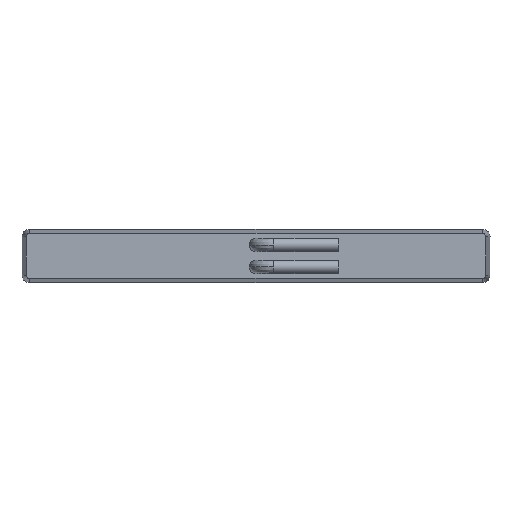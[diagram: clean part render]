
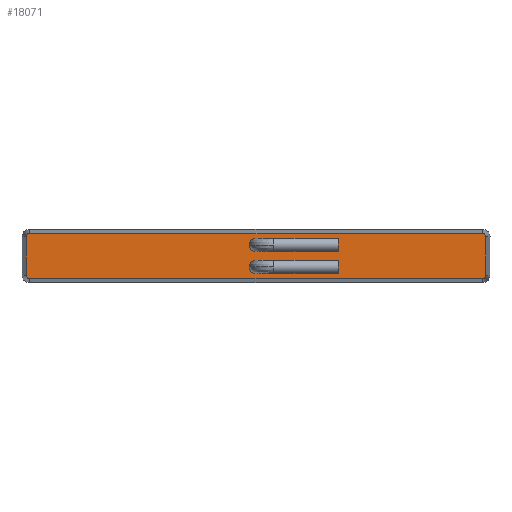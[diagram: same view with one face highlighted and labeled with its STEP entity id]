
A CAD part, left-side view. The second image highlights one B-rep face of the part: STEP entity #18071.
In plain terms, the highlighted planar face has unit normal (-1, 0, 0).
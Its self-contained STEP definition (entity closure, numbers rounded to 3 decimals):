
#18071=ADVANCED_FACE('',(#32316,#32318,#32320),#32322,.T.);
#32316=FACE_BOUND('',#32317,.T.);
#32317=EDGE_LOOP('',(#44167,#44168,#44169,#44170,#44171,#44172,#44173,#44174));
#32318=FACE_BOUND('',#32319,.T.);
#32319=EDGE_LOOP('',(#44175));
#32320=FACE_BOUND('',#32321,.T.);
#32321=EDGE_LOOP('',(#44176));
#32322=PLANE('',#32323);
#32323=AXIS2_PLACEMENT_3D('',#32324,#32325,#32326);
#32324=CARTESIAN_POINT('',(-15.,0.,0.));
#32325=DIRECTION('',(-1.,0.,0.));
#32326=DIRECTION('',(0.,0.,-1.));
#44167=ORIENTED_EDGE('',*,*,#50003,.T.);
#44168=ORIENTED_EDGE('',*,*,#50001,.T.);
#44169=ORIENTED_EDGE('',*,*,#49999,.T.);
#44170=ORIENTED_EDGE('',*,*,#49997,.T.);
#44171=ORIENTED_EDGE('',*,*,#49995,.T.);
#44172=ORIENTED_EDGE('',*,*,#49993,.T.);
#44173=ORIENTED_EDGE('',*,*,#49991,.T.);
#44174=ORIENTED_EDGE('',*,*,#49989,.T.);
#44175=ORIENTED_EDGE('',*,*,#50004,.F.);
#44176=ORIENTED_EDGE('',*,*,#50005,.F.);
#49989=EDGE_CURVE('',#59657,#59655,#59658,.T.);
#49991=EDGE_CURVE('',#59660,#59657,#59661,.T.);
#49993=EDGE_CURVE('',#59663,#59660,#59664,.T.);
#49995=EDGE_CURVE('',#59666,#59663,#59667,.T.);
#49997=EDGE_CURVE('',#59669,#59666,#59670,.T.);
#49999=EDGE_CURVE('',#59672,#59669,#59673,.T.);
#50001=EDGE_CURVE('',#59675,#59672,#59676,.T.);
#50003=EDGE_CURVE('',#59655,#59675,#59678,.T.);
#50004=EDGE_CURVE('',#59679,#59679,#59680,.T.);
#50005=EDGE_CURVE('',#59681,#59681,#59682,.T.);
#59655=VERTEX_POINT('',#82668);
#59657=VERTEX_POINT('',#82672);
#59658=CIRCLE('',#82673,0.235);
#59660=VERTEX_POINT('',#82680);
#59661=LINE('',#82681,#82682);
#59663=VERTEX_POINT('',#82687);
#59664=CIRCLE('',#82688,0.235);
#59666=VERTEX_POINT('',#82695);
#59667=LINE('',#82696,#82697);
#59669=VERTEX_POINT('',#82702);
#59670=CIRCLE('',#82703,0.235);
#59672=VERTEX_POINT('',#82710);
#59673=LINE('',#82711,#82712);
#59675=VERTEX_POINT('',#82717);
#59676=CIRCLE('',#82718,0.235);
#59678=LINE('',#82725,#82726);
#59679=VERTEX_POINT('',#82728);
#59680=CIRCLE('',#82729,0.5);
#59681=VERTEX_POINT('',#82733);
#59682=CIRCLE('',#82734,0.5);
#82668=CARTESIAN_POINT('',(-15.,-16.735,-1.4));
#82672=CARTESIAN_POINT('',(-15.,-16.5,-1.635));
#82673=AXIS2_PLACEMENT_3D('',#82674,#82675,#82676);
#82674=CARTESIAN_POINT('',(-15.,-16.5,-1.4));
#82675=DIRECTION('',(-1.,0.,0.));
#82676=DIRECTION('',(0.,0.,-1.));
#82680=CARTESIAN_POINT('',(-15.,16.5,-1.635));
#82681=CARTESIAN_POINT('',(-15.,16.5,-1.635));
#82682=VECTOR('',#82683,1.);
#82683=DIRECTION('',(0.,-1.,0.));
#82687=CARTESIAN_POINT('',(-15.,16.735,-1.4));
#82688=AXIS2_PLACEMENT_3D('',#82689,#82690,#82691);
#82689=CARTESIAN_POINT('',(-15.,16.5,-1.4));
#82690=DIRECTION('',(-1.,0.,0.));
#82691=DIRECTION('',(0.,1.,0.));
#82695=CARTESIAN_POINT('',(-15.,16.735,1.4));
#82696=CARTESIAN_POINT('',(-15.,16.735,1.4));
#82697=VECTOR('',#82698,1.);
#82698=DIRECTION('',(0.,0.,-1.));
#82702=CARTESIAN_POINT('',(-15.,16.5,1.635));
#82703=AXIS2_PLACEMENT_3D('',#82704,#82705,#82706);
#82704=CARTESIAN_POINT('',(-15.,16.5,1.4));
#82705=DIRECTION('',(-1.,0.,0.));
#82706=DIRECTION('',(0.,0.,1.));
#82710=CARTESIAN_POINT('',(-15.,-16.5,1.635));
#82711=CARTESIAN_POINT('',(-15.,-16.5,1.635));
#82712=VECTOR('',#82713,1.);
#82713=DIRECTION('',(0.,1.,0.));
#82717=CARTESIAN_POINT('',(-15.,-16.735,1.4));
#82718=AXIS2_PLACEMENT_3D('',#82719,#82720,#82721);
#82719=CARTESIAN_POINT('',(-15.,-16.5,1.4));
#82720=DIRECTION('',(-1.,0.,0.));
#82721=DIRECTION('',(0.,-1.,0.));
#82725=CARTESIAN_POINT('',(-15.,-16.735,-1.4));
#82726=VECTOR('',#82727,1.);
#82727=DIRECTION('',(0.,0.,1.));
#82728=CARTESIAN_POINT('',(-15.,0.5,-0.8));
#82729=AXIS2_PLACEMENT_3D('',#82730,#82731,#82732);
#82730=CARTESIAN_POINT('',(-15.,0.,-0.8));
#82731=DIRECTION('',(-1.,0.,0.));
#82732=DIRECTION('',(0.,1.,0.));
#82733=CARTESIAN_POINT('',(-15.,0.5,0.8));
#82734=AXIS2_PLACEMENT_3D('',#82735,#82736,#82737);
#82735=CARTESIAN_POINT('',(-15.,0.,0.8));
#82736=DIRECTION('',(-1.,0.,0.));
#82737=DIRECTION('',(0.,1.,0.));
